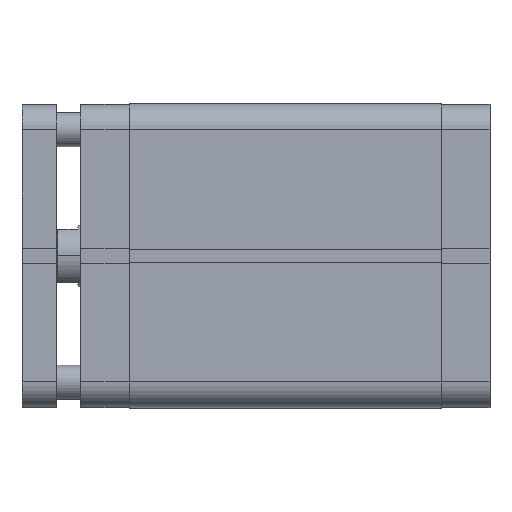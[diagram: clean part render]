
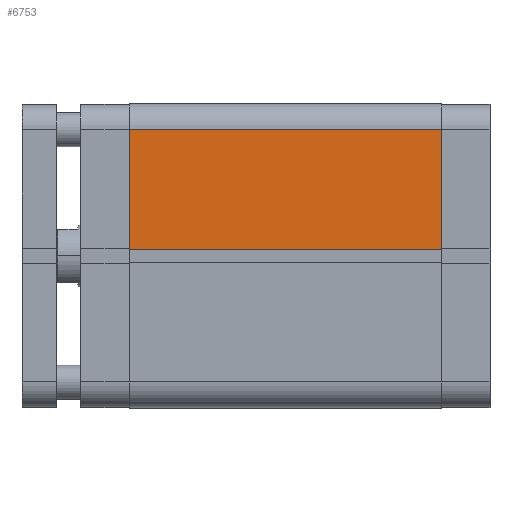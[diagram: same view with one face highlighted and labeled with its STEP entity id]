
A CAD part, top view. The second image highlights one B-rep face of the part: STEP entity #6753.
In plain terms, the highlighted face is planar.
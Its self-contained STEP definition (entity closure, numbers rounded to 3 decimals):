
#360 = EDGE_LOOP ( 'NONE', ( #6416, #6414, #6413, #6411 ) ) ;
#1854 = CARTESIAN_POINT ( 'NONE',  ( -51.5, 62., 0. ) ) ;
#1856 = CARTESIAN_POINT ( 'NONE',  ( -51.5, 62., -127.5 ) ) ;
#1858 = CARTESIAN_POINT ( 'NONE',  ( -2.6, 62., 0. ) ) ;
#1859 = CARTESIAN_POINT ( 'NONE',  ( -2.6, 62., -127.5 ) ) ;
#2506 = AXIS2_PLACEMENT_3D ( 'NONE', #3304, #3306, #3307 ) ;
#3304 = CARTESIAN_POINT ( 'NONE',  ( -51.5, 62., -127.5 ) ) ;
#3305 = PLANE ( 'NONE',  #2506 ) ;
#3306 = DIRECTION ( 'NONE',  ( 0., 1., 0. ) ) ;
#3307 = DIRECTION ( 'NONE',  ( 0., 0., 1. ) ) ;
#4137 = EDGE_CURVE ( 'NONE', #4948, #4944, #7154, .T. ) ;
#4138 = EDGE_CURVE ( 'NONE', #4949, #4948, #7156, .T. ) ;
#4142 = EDGE_CURVE ( 'NONE', #4946, #4944, #7159, .T. ) ;
#4147 = EDGE_CURVE ( 'NONE', #4949, #4946, #7169, .T. ) ;
#4944 = VERTEX_POINT ( 'NONE', #1854 ) ;
#4946 = VERTEX_POINT ( 'NONE', #1856 ) ;
#4948 = VERTEX_POINT ( 'NONE', #1858 ) ;
#4949 = VERTEX_POINT ( 'NONE', #1859 ) ;
#5491 = CARTESIAN_POINT ( 'NONE',  ( -51.5, 62., 0. ) ) ;
#5492 = DIRECTION ( 'NONE',  ( -1., 0., 0. ) ) ;
#5493 = CARTESIAN_POINT ( 'NONE',  ( -2.6, 62., -127.5 ) ) ;
#5494 = DIRECTION ( 'NONE',  ( 0., 0., 1. ) ) ;
#5502 = CARTESIAN_POINT ( 'NONE',  ( -51.5, 62., -127.5 ) ) ;
#5503 = DIRECTION ( 'NONE',  ( 0., 0., 1. ) ) ;
#5511 = CARTESIAN_POINT ( 'NONE',  ( -51.5, 62., -127.5 ) ) ;
#5513 = DIRECTION ( 'NONE',  ( -1., 0., 0. ) ) ;
#6411 = ORIENTED_EDGE ( 'NONE', *, *, #4142, .T. ) ;
#6413 = ORIENTED_EDGE ( 'NONE', *, *, #4147, .T. ) ;
#6414 = ORIENTED_EDGE ( 'NONE', *, *, #4138, .F. ) ;
#6416 = ORIENTED_EDGE ( 'NONE', *, *, #4137, .F. ) ;
#6753 = ADVANCED_FACE ( 'NONE', ( #8508 ), #3305, .T. ) ;
#7153 = VECTOR ( 'NONE', #5503, 1000. ) ;
#7154 = LINE ( 'NONE', #5491, #7155 ) ;
#7155 = VECTOR ( 'NONE', #5492, 1000. ) ;
#7156 = LINE ( 'NONE', #5493, #7157 ) ;
#7157 = VECTOR ( 'NONE', #5494, 1000. ) ;
#7159 = LINE ( 'NONE', #5502, #7153 ) ;
#7169 = LINE ( 'NONE', #5511, #7172 ) ;
#7172 = VECTOR ( 'NONE', #5513, 1000. ) ;
#8508 = FACE_OUTER_BOUND ( 'NONE', #360, .T. ) ;
